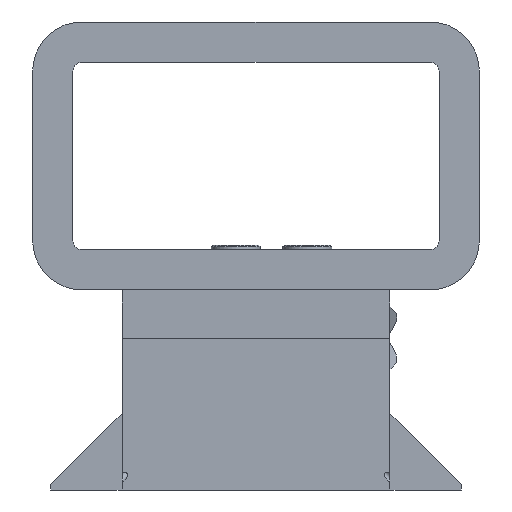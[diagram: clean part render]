
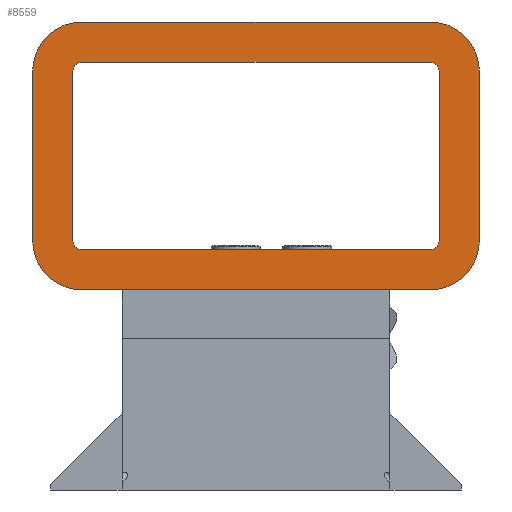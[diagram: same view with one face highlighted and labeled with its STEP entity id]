
A CAD part, left-side view. The second image highlights one B-rep face of the part: STEP entity #8559.
In plain terms, the highlighted planar face has unit normal (-1, 0, 0).
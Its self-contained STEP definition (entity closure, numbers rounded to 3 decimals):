
#349=PLANE('',#9504);
#390=FACE_BOUND('',#1730,.T.);
#1186=FACE_OUTER_BOUND('',#1729,.T.);
#1729=EDGE_LOOP('',(#7781,#7782,#7783,#7784,#7785,#7786,#7787,#7788));
#1730=EDGE_LOOP('',(#7789,#7790,#7791,#7792,#7793,#7794,#7795,#7796));
#2091=CIRCLE('',#9491,1.);
#2093=CIRCLE('',#9495,1.);
#2095=CIRCLE('',#9498,1.);
#2097=CIRCLE('',#9502,1.);
#2098=CIRCLE('',#9505,5.5);
#2099=CIRCLE('',#9506,5.5);
#2100=CIRCLE('',#9507,5.5);
#2101=CIRCLE('',#9508,5.5);
#2682=LINE('',#24555,#3222);
#2689=LINE('',#24583,#3229);
#2702=LINE('',#24635,#3242);
#2706=LINE('',#24650,#3246);
#2709=LINE('',#24659,#3249);
#2710=LINE('',#24666,#3250);
#2711=LINE('',#24670,#3251);
#2712=LINE('',#24673,#3252);
#3222=VECTOR('',#11638,10.);
#3229=VECTOR('',#11667,10.);
#3242=VECTOR('',#11726,10.);
#3246=VECTOR('',#11744,10.);
#3249=VECTOR('',#11755,10.);
#3250=VECTOR('',#11762,10.);
#3251=VECTOR('',#11765,10.);
#3252=VECTOR('',#11768,10.);
#4004=VERTEX_POINT('',#24549);
#4006=VERTEX_POINT('',#24553);
#4015=VERTEX_POINT('',#24580);
#4016=VERTEX_POINT('',#24582);
#4029=VERTEX_POINT('',#24625);
#4030=VERTEX_POINT('',#24627);
#4032=VERTEX_POINT('',#24633);
#4034=VERTEX_POINT('',#24642);
#4036=VERTEX_POINT('',#24648);
#4038=VERTEX_POINT('',#24654);
#4039=VERTEX_POINT('',#24661);
#4040=VERTEX_POINT('',#24663);
#4041=VERTEX_POINT('',#24665);
#4042=VERTEX_POINT('',#24667);
#4043=VERTEX_POINT('',#24669);
#4044=VERTEX_POINT('',#24671);
#5243=EDGE_CURVE('',#4004,#4006,#2682,.T.);
#5256=EDGE_CURVE('',#4016,#4015,#2689,.T.);
#5277=EDGE_CURVE('',#4030,#4029,#2091,.T.);
#5281=EDGE_CURVE('',#4029,#4032,#2702,.T.);
#5283=EDGE_CURVE('',#4032,#4016,#2093,.T.);
#5286=EDGE_CURVE('',#4015,#4034,#2095,.T.);
#5289=EDGE_CURVE('',#4034,#4036,#2706,.T.);
#5292=EDGE_CURVE('',#4036,#4038,#2097,.T.);
#5294=EDGE_CURVE('',#4038,#4030,#2709,.T.);
#5295=EDGE_CURVE('',#4039,#4004,#2098,.T.);
#5296=EDGE_CURVE('',#4006,#4040,#2099,.T.);
#5297=EDGE_CURVE('',#4040,#4041,#2710,.T.);
#5298=EDGE_CURVE('',#4041,#4042,#2100,.T.);
#5299=EDGE_CURVE('',#4042,#4043,#2711,.T.);
#5300=EDGE_CURVE('',#4043,#4044,#2101,.T.);
#5301=EDGE_CURVE('',#4044,#4039,#2712,.T.);
#7781=ORIENTED_EDGE('',*,*,#5295,.T.);
#7782=ORIENTED_EDGE('',*,*,#5243,.T.);
#7783=ORIENTED_EDGE('',*,*,#5296,.T.);
#7784=ORIENTED_EDGE('',*,*,#5297,.T.);
#7785=ORIENTED_EDGE('',*,*,#5298,.T.);
#7786=ORIENTED_EDGE('',*,*,#5299,.T.);
#7787=ORIENTED_EDGE('',*,*,#5300,.T.);
#7788=ORIENTED_EDGE('',*,*,#5301,.T.);
#7789=ORIENTED_EDGE('',*,*,#5277,.T.);
#7790=ORIENTED_EDGE('',*,*,#5281,.T.);
#7791=ORIENTED_EDGE('',*,*,#5283,.T.);
#7792=ORIENTED_EDGE('',*,*,#5256,.T.);
#7793=ORIENTED_EDGE('',*,*,#5286,.T.);
#7794=ORIENTED_EDGE('',*,*,#5289,.T.);
#7795=ORIENTED_EDGE('',*,*,#5292,.T.);
#7796=ORIENTED_EDGE('',*,*,#5294,.T.);
#8559=ADVANCED_FACE('',(#1186,#390),#349,.F.);
#9491=AXIS2_PLACEMENT_3D('',#24628,#11719,#11720);
#9495=AXIS2_PLACEMENT_3D('',#24638,#11731,#11732);
#9498=AXIS2_PLACEMENT_3D('',#24644,#11738,#11739);
#9502=AXIS2_PLACEMENT_3D('',#24656,#11750,#11751);
#9504=AXIS2_PLACEMENT_3D('',#24660,#11756,#11757);
#9505=AXIS2_PLACEMENT_3D('',#24662,#11758,#11759);
#9506=AXIS2_PLACEMENT_3D('',#24664,#11760,#11761);
#9507=AXIS2_PLACEMENT_3D('',#24668,#11763,#11764);
#9508=AXIS2_PLACEMENT_3D('',#24672,#11766,#11767);
#11638=DIRECTION('',(0.,1.,0.));
#11667=DIRECTION('',(0.,1.,0.));
#11719=DIRECTION('center_axis',(1.,0.,0.));
#11720=DIRECTION('ref_axis',(0.,0.,1.));
#11726=DIRECTION('',(0.,0.,-1.));
#11731=DIRECTION('center_axis',(1.,0.,0.));
#11732=DIRECTION('ref_axis',(0.,-1.,0.));
#11738=DIRECTION('center_axis',(1.,0.,0.));
#11739=DIRECTION('ref_axis',(0.,0.,-1.));
#11744=DIRECTION('',(0.,0.,1.));
#11750=DIRECTION('center_axis',(1.,0.,0.));
#11751=DIRECTION('ref_axis',(0.,1.,0.));
#11755=DIRECTION('',(0.,-1.,0.));
#11756=DIRECTION('center_axis',(1.,0.,0.));
#11757=DIRECTION('ref_axis',(0.,1.,0.));
#11758=DIRECTION('center_axis',(-1.,0.,0.));
#11759=DIRECTION('ref_axis',(0.,1.,0.));
#11760=DIRECTION('center_axis',(-1.,0.,0.));
#11761=DIRECTION('ref_axis',(0.,1.,0.));
#11762=DIRECTION('',(0.,0.,-1.));
#11763=DIRECTION('center_axis',(-1.,0.,0.));
#11764=DIRECTION('ref_axis',(0.,1.,0.));
#11765=DIRECTION('',(0.,-1.,0.));
#11766=DIRECTION('center_axis',(-1.,0.,0.));
#11767=DIRECTION('ref_axis',(0.,1.,0.));
#11768=DIRECTION('',(0.,0.,1.));
#24549=CARTESIAN_POINT('',(-4.,-13.75,46.));
#24553=CARTESIAN_POINT('',(-4.,25.25,46.));
#24555=CARTESIAN_POINT('',(-4.,-19.25,46.));
#24580=CARTESIAN_POINT('',(-4.,25.25,20.5));
#24582=CARTESIAN_POINT('',(-4.,-13.75,20.5));
#24583=CARTESIAN_POINT('',(-4.,15.5,20.5));
#24625=CARTESIAN_POINT('',(-4.,-14.75,40.5));
#24627=CARTESIAN_POINT('',(-4.,-13.75,41.5));
#24628=CARTESIAN_POINT('Origin',(-4.,-13.75,40.5));
#24633=CARTESIAN_POINT('',(-4.,-14.75,21.5));
#24635=CARTESIAN_POINT('',(-4.,-14.75,26.25));
#24638=CARTESIAN_POINT('Origin',(-4.,-13.75,21.5));
#24642=CARTESIAN_POINT('',(-4.,26.25,21.5));
#24644=CARTESIAN_POINT('Origin',(-4.,25.25,21.5));
#24648=CARTESIAN_POINT('',(-4.,26.25,40.5));
#24650=CARTESIAN_POINT('',(-4.,26.25,35.75));
#24654=CARTESIAN_POINT('',(-4.,25.25,41.5));
#24656=CARTESIAN_POINT('Origin',(-4.,25.25,40.5));
#24659=CARTESIAN_POINT('',(-4.,-4.,41.5));
#24660=CARTESIAN_POINT('Origin',(-4.,5.75,31.));
#24661=CARTESIAN_POINT('',(-4.,-19.25,40.5));
#24662=CARTESIAN_POINT('Origin',(-4.,-13.75,40.5));
#24663=CARTESIAN_POINT('',(-4.,30.75,40.5));
#24664=CARTESIAN_POINT('Origin',(-4.,25.25,40.5));
#24665=CARTESIAN_POINT('',(-4.,30.75,21.5));
#24666=CARTESIAN_POINT('',(-4.,30.75,46.));
#24667=CARTESIAN_POINT('',(-4.,25.25,16.));
#24668=CARTESIAN_POINT('Origin',(-4.,25.25,21.5));
#24669=CARTESIAN_POINT('',(-4.,-13.75,16.));
#24670=CARTESIAN_POINT('',(-4.,30.75,16.));
#24671=CARTESIAN_POINT('',(-4.,-19.25,21.5));
#24672=CARTESIAN_POINT('Origin',(-4.,-13.75,21.5));
#24673=CARTESIAN_POINT('',(-4.,-19.25,16.));
